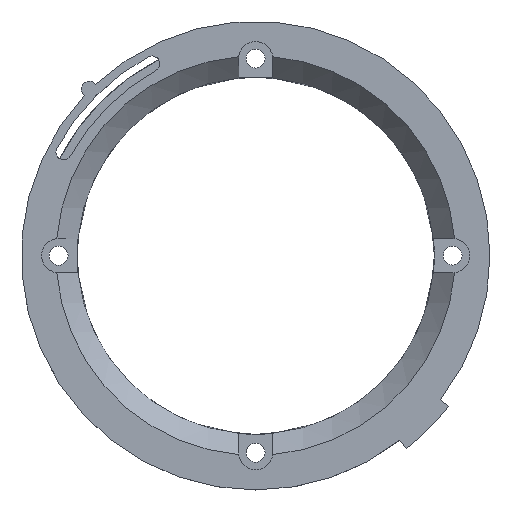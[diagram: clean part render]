
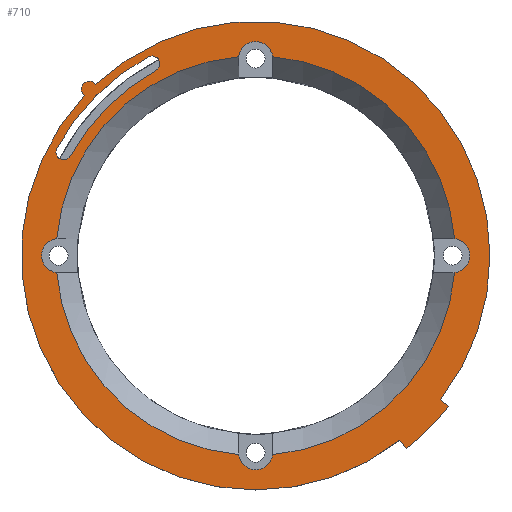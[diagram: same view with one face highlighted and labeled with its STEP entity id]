
A CAD part, top view. The second image highlights one B-rep face of the part: STEP entity #710.
In plain terms, the highlighted planar face has unit normal (0, 0, 1).
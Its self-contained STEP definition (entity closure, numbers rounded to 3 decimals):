
#47=PLANE('',#774);
#62=CIRCLE('',#762,23.3);
#71=CIRCLE('',#775,22.3);
#72=CIRCLE('',#776,22.3);
#73=CIRCLE('',#777,0.75);
#74=CIRCLE('',#778,21.5);
#75=CIRCLE('',#779,0.75);
#76=CIRCLE('',#780,20.);
#77=CIRCLE('',#781,0.75);
#78=CIRCLE('',#782,1.625);
#79=CIRCLE('',#783,19.);
#80=CIRCLE('',#784,1.625);
#81=CIRCLE('',#785,19.);
#82=CIRCLE('',#786,1.625);
#83=CIRCLE('',#787,19.);
#84=CIRCLE('',#788,1.625);
#85=CIRCLE('',#789,19.);
#134=ORIENTED_EDGE('',*,*,#337,.F.);
#135=ORIENTED_EDGE('',*,*,#327,.T.);
#136=ORIENTED_EDGE('',*,*,#321,.F.);
#137=ORIENTED_EDGE('',*,*,#325,.F.);
#138=ORIENTED_EDGE('',*,*,#338,.T.);
#139=ORIENTED_EDGE('',*,*,#339,.T.);
#140=ORIENTED_EDGE('',*,*,#340,.F.);
#141=ORIENTED_EDGE('',*,*,#341,.F.);
#142=ORIENTED_EDGE('',*,*,#342,.F.);
#143=ORIENTED_EDGE('',*,*,#343,.F.);
#144=ORIENTED_EDGE('',*,*,#344,.F.);
#145=ORIENTED_EDGE('',*,*,#345,.T.);
#146=ORIENTED_EDGE('',*,*,#346,.F.);
#147=ORIENTED_EDGE('',*,*,#347,.T.);
#148=ORIENTED_EDGE('',*,*,#348,.F.);
#149=ORIENTED_EDGE('',*,*,#349,.T.);
#150=ORIENTED_EDGE('',*,*,#350,.F.);
#151=ORIENTED_EDGE('',*,*,#351,.T.);
#321=EDGE_CURVE('',#425,#426,#62,.F.);
#325=EDGE_CURVE('',#428,#425,#499,.T.);
#327=EDGE_CURVE('',#430,#426,#501,.T.);
#337=EDGE_CURVE('',#430,#438,#71,.F.);
#338=EDGE_CURVE('',#428,#439,#72,.T.);
#339=EDGE_CURVE('',#439,#438,#73,.T.);
#340=EDGE_CURVE('',#440,#441,#74,.T.);
#341=EDGE_CURVE('',#442,#440,#75,.T.);
#342=EDGE_CURVE('',#443,#442,#76,.F.);
#343=EDGE_CURVE('',#441,#443,#77,.T.);
#344=EDGE_CURVE('',#444,#445,#78,.T.);
#345=EDGE_CURVE('',#444,#446,#79,.F.);
#346=EDGE_CURVE('',#447,#446,#80,.T.);
#347=EDGE_CURVE('',#447,#448,#81,.F.);
#348=EDGE_CURVE('',#449,#448,#82,.T.);
#349=EDGE_CURVE('',#449,#450,#83,.F.);
#350=EDGE_CURVE('',#451,#450,#84,.T.);
#351=EDGE_CURVE('',#451,#445,#85,.F.);
#425=VERTEX_POINT('',#1078);
#426=VERTEX_POINT('',#1080);
#428=VERTEX_POINT('',#1086);
#430=VERTEX_POINT('',#1092);
#438=VERTEX_POINT('',#1112);
#439=VERTEX_POINT('',#1114);
#440=VERTEX_POINT('',#1117);
#441=VERTEX_POINT('',#1118);
#442=VERTEX_POINT('',#1120);
#443=VERTEX_POINT('',#1122);
#444=VERTEX_POINT('',#1125);
#445=VERTEX_POINT('',#1126);
#446=VERTEX_POINT('',#1128);
#447=VERTEX_POINT('',#1130);
#448=VERTEX_POINT('',#1132);
#449=VERTEX_POINT('',#1134);
#450=VERTEX_POINT('',#1136);
#451=VERTEX_POINT('',#1138);
#499=LINE('',#1088,#537);
#501=LINE('',#1091,#539);
#537=VECTOR('',#865,1000.);
#539=VECTOR('',#869,1000.);
#577=EDGE_LOOP('',(#134,#135,#136,#137,#138,#139));
#578=EDGE_LOOP('',(#140,#141,#142,#143));
#579=EDGE_LOOP('',(#144,#145,#146,#147,#148,#149,#150,#151));
#635=FACE_BOUND('',#577,.T.);
#636=FACE_BOUND('',#578,.T.);
#637=FACE_BOUND('',#579,.T.);
#710=ADVANCED_FACE('',(#635,#636,#637),#47,.T.);
#762=AXIS2_PLACEMENT_3D('',#1079,#857,#858);
#774=AXIS2_PLACEMENT_3D('',#1110,#888,#889);
#775=AXIS2_PLACEMENT_3D('',#1111,#890,#891);
#776=AXIS2_PLACEMENT_3D('',#1113,#892,#893);
#777=AXIS2_PLACEMENT_3D('',#1115,#894,#895);
#778=AXIS2_PLACEMENT_3D('',#1116,#896,#897);
#779=AXIS2_PLACEMENT_3D('',#1119,#898,#899);
#780=AXIS2_PLACEMENT_3D('',#1121,#900,#901);
#781=AXIS2_PLACEMENT_3D('',#1123,#902,#903);
#782=AXIS2_PLACEMENT_3D('',#1124,#904,#905);
#783=AXIS2_PLACEMENT_3D('',#1127,#906,#907);
#784=AXIS2_PLACEMENT_3D('',#1129,#908,#909);
#785=AXIS2_PLACEMENT_3D('',#1131,#910,#911);
#786=AXIS2_PLACEMENT_3D('',#1133,#912,#913);
#787=AXIS2_PLACEMENT_3D('',#1135,#914,#915);
#788=AXIS2_PLACEMENT_3D('',#1137,#916,#917);
#789=AXIS2_PLACEMENT_3D('',#1139,#918,#919);
#857=DIRECTION('',(0.,0.,1.));
#858=DIRECTION('',(1.,0.,0.));
#865=DIRECTION('',(0.791,-0.612,0.));
#869=DIRECTION('',(0.612,-0.791,0.));
#888=DIRECTION('',(0.,0.,1.));
#889=DIRECTION('',(1.,0.,0.));
#890=DIRECTION('',(0.,0.,1.));
#891=DIRECTION('',(1.,0.,0.));
#892=DIRECTION('',(0.,0.,1.));
#893=DIRECTION('',(1.,0.,0.));
#894=DIRECTION('',(0.,0.,1.));
#895=DIRECTION('',(1.,0.,0.));
#896=DIRECTION('',(0.,0.,1.));
#897=DIRECTION('',(1.,0.,0.));
#898=DIRECTION('',(0.,0.,1.));
#899=DIRECTION('',(1.,0.,0.));
#900=DIRECTION('',(0.,0.,1.));
#901=DIRECTION('',(1.,0.,0.));
#902=DIRECTION('',(0.,0.,1.));
#903=DIRECTION('',(1.,0.,0.));
#904=DIRECTION('',(0.,0.,1.));
#905=DIRECTION('',(1.,0.,0.));
#906=DIRECTION('',(0.,0.,1.));
#907=DIRECTION('',(1.,0.,0.));
#908=DIRECTION('',(0.,0.,1.));
#909=DIRECTION('',(1.,0.,0.));
#910=DIRECTION('',(0.,0.,1.));
#911=DIRECTION('',(1.,0.,0.));
#912=DIRECTION('',(0.,0.,1.));
#913=DIRECTION('',(1.,0.,0.));
#914=DIRECTION('',(0.,0.,1.));
#915=DIRECTION('',(1.,0.,0.));
#916=DIRECTION('',(0.,0.,1.));
#917=DIRECTION('',(1.,0.,0.));
#918=DIRECTION('',(0.,0.,1.));
#919=DIRECTION('',(1.,0.,0.));
#1078=CARTESIAN_POINT('',(18.368,-14.336,5.));
#1079=CARTESIAN_POINT('',(0.,-0.001,5.));
#1080=CARTESIAN_POINT('',(14.336,-18.369,5.));
#1086=CARTESIAN_POINT('',(17.577,-13.724,5.));
#1088=CARTESIAN_POINT('',(9.233,-7.269,5.));
#1091=CARTESIAN_POINT('',(7.269,-9.233,5.));
#1092=CARTESIAN_POINT('',(13.723,-17.577,5.));
#1110=CARTESIAN_POINT('',(-100.,149.999,5.));
#1111=CARTESIAN_POINT('',(0.,0.,5.));
#1112=CARTESIAN_POINT('',(-16.284,15.235,5.));
#1113=CARTESIAN_POINT('',(0.,0.,5.));
#1114=CARTESIAN_POINT('',(-15.235,16.284,5.));
#1115=CARTESIAN_POINT('',(-15.839,15.839,5.));
#1116=CARTESIAN_POINT('',(0.,-0.001,5.));
#1117=CARTESIAN_POINT('',(-10.22,18.915,5.));
#1118=CARTESIAN_POINT('',(-18.915,10.22,5.));
#1119=CARTESIAN_POINT('',(-9.863,18.255,5.));
#1120=CARTESIAN_POINT('',(-9.507,17.595,5.));
#1121=CARTESIAN_POINT('',(0.,-0.001,5.));
#1122=CARTESIAN_POINT('',(-17.595,9.507,5.));
#1123=CARTESIAN_POINT('',(-18.255,9.864,5.));
#1124=CARTESIAN_POINT('',(0.,18.75,5.));
#1125=CARTESIAN_POINT('',(1.615,18.931,5.));
#1126=CARTESIAN_POINT('',(-1.615,18.931,5.));
#1127=CARTESIAN_POINT('',(0.,0.,5.));
#1128=CARTESIAN_POINT('',(18.931,1.615,5.));
#1129=CARTESIAN_POINT('',(18.75,0.,5.));
#1130=CARTESIAN_POINT('',(18.931,-1.615,5.));
#1131=CARTESIAN_POINT('',(0.,0.,5.));
#1132=CARTESIAN_POINT('',(1.615,-18.931,5.));
#1133=CARTESIAN_POINT('',(0.,-18.75,5.));
#1134=CARTESIAN_POINT('',(-1.615,-18.931,5.));
#1135=CARTESIAN_POINT('',(0.,0.,5.));
#1136=CARTESIAN_POINT('',(-18.931,-1.615,5.));
#1137=CARTESIAN_POINT('',(-18.75,0.,5.));
#1138=CARTESIAN_POINT('',(-18.931,1.615,5.));
#1139=CARTESIAN_POINT('',(0.,0.,5.));
